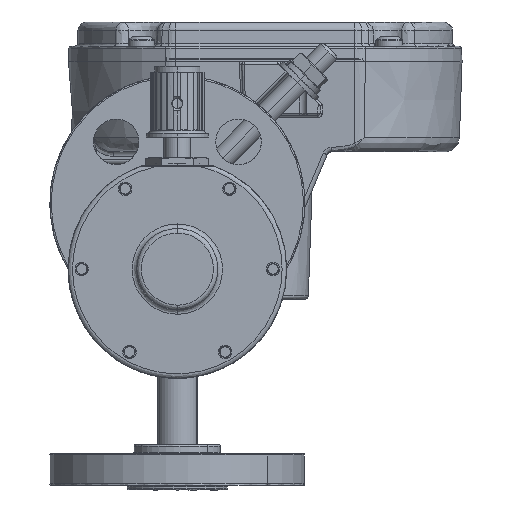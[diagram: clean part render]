
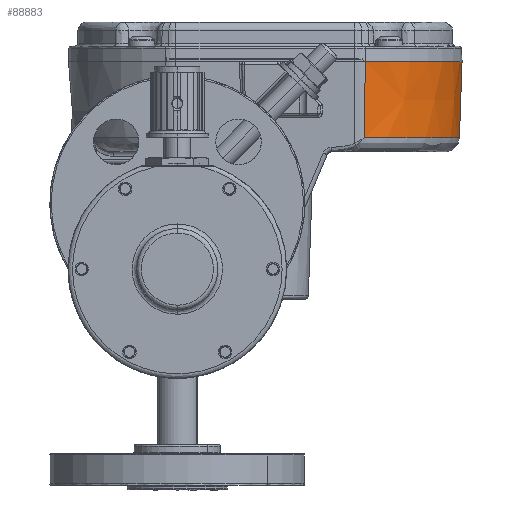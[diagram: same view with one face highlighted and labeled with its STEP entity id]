
A CAD part, front view. The second image highlights one B-rep face of the part: STEP entity #88883.
In plain terms, the highlighted conical face has half-angle 2 degrees and reference radius 55.88 mm.
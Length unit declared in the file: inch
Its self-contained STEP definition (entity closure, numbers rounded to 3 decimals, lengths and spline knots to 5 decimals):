
#1124 = FACE_OUTER_BOUND ( 'NONE', #31637, .T. ) ;
#4932 = VERTEX_POINT ( 'NONE', #52013 ) ;
#6792 = EDGE_CURVE ( 'NONE', #57905, #4932, #20006, .T. ) ;
#8663 = LINE ( 'NONE', #48615, #73021 ) ;
#9113 = EDGE_CURVE ( 'NONE', #17815, #57905, #83711, .T. ) ;
#13509 = DIRECTION ( 'NONE',  ( 1., 0., 0. ) ) ;
#17815 = VERTEX_POINT ( 'NONE', #65586 ) ;
#19181 = ORIENTED_EDGE ( 'NONE', *, *, #9113, .T. ) ;
#20006 = CIRCLE ( 'NONE', #46842, 2.16353 ) ;
#24512 = VERTEX_POINT ( 'NONE', #36451 ) ;
#31020 = DIRECTION ( 'NONE',  ( -1., 0., 0. ) ) ;
#31637 = EDGE_LOOP ( 'NONE', ( #44707, #101947, #43667, #19181 ) ) ;
#36451 = CARTESIAN_POINT ( 'NONE',  ( 3.9065, -4.91156, 2.845 ) ) ;
#37177 = CIRCLE ( 'NONE', #94339, 2.2 ) ;
#40570 = DIRECTION ( 'NONE',  ( 0., 0., 1. ) ) ;
#41126 = CARTESIAN_POINT ( 'NONE',  ( 2.56434, -6.89774, 1.80052 ) ) ;
#43043 = EDGE_CURVE ( 'NONE', #4932, #24512, #8663, .T. ) ;
#43667 = ORIENTED_EDGE ( 'NONE', *, *, #79107, .F. ) ;
#44560 = CARTESIAN_POINT ( 'NONE',  ( 1.7065, -4.91156, 2.845 ) ) ;
#44707 = ORIENTED_EDGE ( 'NONE', *, *, #6792, .T. ) ;
#46842 = AXIS2_PLACEMENT_3D ( 'NONE', #64664, #56775, #31020 ) ;
#47064 = VECTOR ( 'NONE', #59995, 39.37008 ) ;
#48615 = CARTESIAN_POINT ( 'NONE',  ( 3.9065, -4.91156, 2.845 ) ) ;
#52013 = CARTESIAN_POINT ( 'NONE',  ( 3.87002, -4.91156, 1.80052 ) ) ;
#56775 = DIRECTION ( 'NONE',  ( 0., 0., 1. ) ) ;
#57390 = DIRECTION ( 'NONE',  ( 1., 0., 0. ) ) ;
#57905 = VERTEX_POINT ( 'NONE', #41126 ) ;
#59995 = DIRECTION ( 'NONE',  ( -0.014, 0.032, -0.999 ) ) ;
#64420 = AXIS2_PLACEMENT_3D ( 'NONE', #71626, #40570, #57390 ) ;
#64664 = CARTESIAN_POINT ( 'NONE',  ( 1.7065, -4.91156, 1.80052 ) ) ;
#65586 = CARTESIAN_POINT ( 'NONE',  ( 2.57881, -6.93123, 2.845 ) ) ;
#71626 = CARTESIAN_POINT ( 'NONE',  ( 1.7065, -4.91156, 2.845 ) ) ;
#73021 = VECTOR ( 'NONE', #80747, 39.37008 ) ;
#79107 = EDGE_CURVE ( 'NONE', #17815, #24512, #37177, .T. ) ;
#80747 = DIRECTION ( 'NONE',  ( 0.035, 0., 0.999 ) ) ;
#83711 = LINE ( 'NONE', #92638, #47064 ) ;
#88883 = ADVANCED_FACE ( 'NONE', ( #1124 ), #89615, .T. ) ;
#89615 = CONICAL_SURFACE ( 'NONE', #64420, 2.2, 0.035 ) ;
#91945 = DIRECTION ( 'NONE',  ( 0., 0., 1. ) ) ;
#92638 = CARTESIAN_POINT ( 'NONE',  ( 2.57881, -6.93123, 2.845 ) ) ;
#94339 = AXIS2_PLACEMENT_3D ( 'NONE', #44560, #91945, #13509 ) ;
#101947 = ORIENTED_EDGE ( 'NONE', *, *, #43043, .T. ) ;
